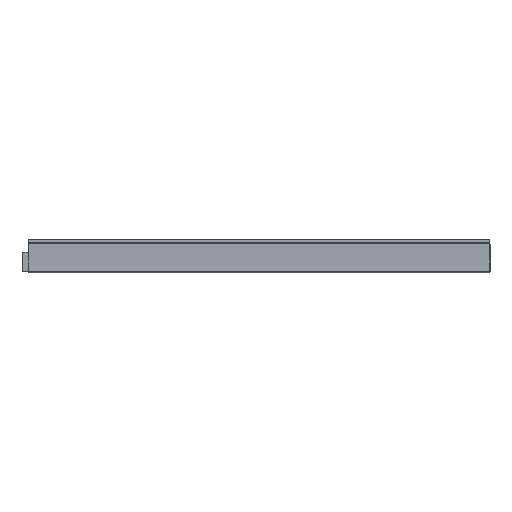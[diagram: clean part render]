
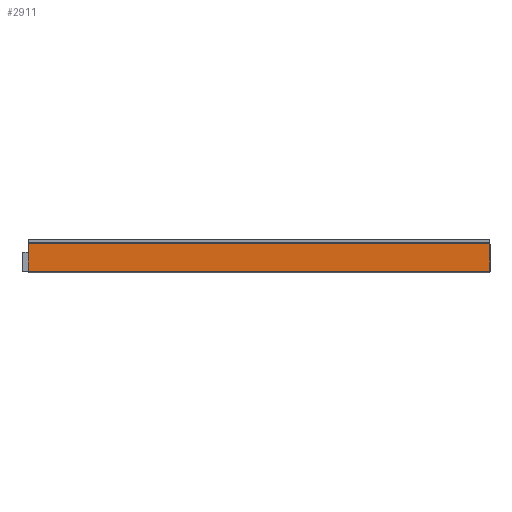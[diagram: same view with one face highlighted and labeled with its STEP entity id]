
A CAD part, top view. The second image highlights one B-rep face of the part: STEP entity #2911.
In plain terms, the highlighted planar face has unit normal (0, 0, 1).
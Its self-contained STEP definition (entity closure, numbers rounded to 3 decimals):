
#1 = EDGE_CURVE ( 'NONE', #169, #453, #586, .T. ) ;
#52 = VECTOR ( 'NONE', #1512, 1000. ) ;
#79 = CARTESIAN_POINT ( 'NONE',  ( 212.3, 0., 0. ) ) ;
#136 = VERTEX_POINT ( 'NONE', #1329 ) ;
#169 = VERTEX_POINT ( 'NONE', #1762 ) ;
#204 = EDGE_LOOP ( 'NONE', ( #1771, #2377, #933, #446 ) ) ;
#224 = AXIS2_PLACEMENT_3D ( 'NONE', #240, #2492, #1341 ) ;
#240 = CARTESIAN_POINT ( 'NONE',  ( 0., 0., 0. ) ) ;
#253 = CARTESIAN_POINT ( 'NONE',  ( 212.3, 0.7, 0. ) ) ;
#261 = DIRECTION ( 'NONE',  ( 0., -1., 0. ) ) ;
#446 = ORIENTED_EDGE ( 'NONE', *, *, #1, .T. ) ;
#451 = CARTESIAN_POINT ( 'NONE',  ( -2., 0.7, 0. ) ) ;
#453 = VERTEX_POINT ( 'NONE', #1945 ) ;
#586 = LINE ( 'NONE', #2744, #1201 ) ;
#653 = DIRECTION ( 'NONE',  ( 1., 0., 0. ) ) ;
#803 = EDGE_CURVE ( 'NONE', #2914, #136, #1552, .T. ) ;
#933 = ORIENTED_EDGE ( 'NONE', *, *, #946, .T. ) ;
#946 = EDGE_CURVE ( 'NONE', #136, #169, #1102, .T. ) ;
#981 = LINE ( 'NONE', #451, #1605 ) ;
#1098 = EDGE_CURVE ( 'NONE', #453, #2914, #981, .T. ) ;
#1102 = LINE ( 'NONE', #2793, #52 ) ;
#1201 = VECTOR ( 'NONE', #261, 1000. ) ;
#1329 = CARTESIAN_POINT ( 'NONE',  ( 212.3, 13.4, 0. ) ) ;
#1341 = DIRECTION ( 'NONE',  ( -1., 0., 0. ) ) ;
#1367 = PLANE ( 'NONE',  #224 ) ;
#1512 = DIRECTION ( 'NONE',  ( -1., 0., 0. ) ) ;
#1552 = LINE ( 'NONE', #79, #1619 ) ;
#1605 = VECTOR ( 'NONE', #653, 1000. ) ;
#1619 = VECTOR ( 'NONE', #2093, 1000. ) ;
#1762 = CARTESIAN_POINT ( 'NONE',  ( -2., 13.4, 0. ) ) ;
#1771 = ORIENTED_EDGE ( 'NONE', *, *, #1098, .T. ) ;
#1945 = CARTESIAN_POINT ( 'NONE',  ( -2., 0.7, 0. ) ) ;
#2093 = DIRECTION ( 'NONE',  ( 0., 1., 0. ) ) ;
#2377 = ORIENTED_EDGE ( 'NONE', *, *, #803, .T. ) ;
#2492 = DIRECTION ( 'NONE',  ( 0., 0., -1. ) ) ;
#2744 = CARTESIAN_POINT ( 'NONE',  ( -2., 0., 0. ) ) ;
#2793 = CARTESIAN_POINT ( 'NONE',  ( -2., 13.4, 0. ) ) ;
#2911 = ADVANCED_FACE ( 'NONE', ( #2916 ), #1367, .F. ) ;
#2914 = VERTEX_POINT ( 'NONE', #253 ) ;
#2916 = FACE_OUTER_BOUND ( 'NONE', #204, .T. ) ;
